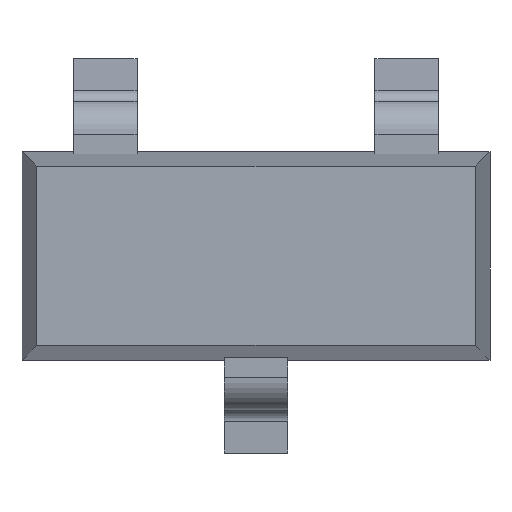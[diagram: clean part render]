
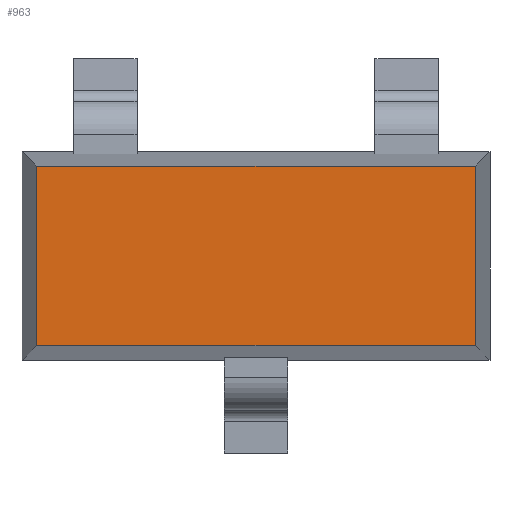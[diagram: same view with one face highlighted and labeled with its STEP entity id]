
A CAD part, top view. The second image highlights one B-rep face of the part: STEP entity #963.
In plain terms, the highlighted planar face has unit normal (0, 0, 1).
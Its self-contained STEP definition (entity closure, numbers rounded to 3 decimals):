
#49=PLANE('',#1039);
#98=FACE_OUTER_BOUND('',#147,.T.);
#147=EDGE_LOOP('',(#859,#860,#861,#862));
#234=LINE('',#1521,#341);
#250=LINE('',#1551,#357);
#252=LINE('',#1555,#359);
#254=LINE('',#1558,#361);
#341=VECTOR('',#1256,2.766);
#357=VECTOR('',#1284,1.131);
#359=VECTOR('',#1288,1.131);
#361=VECTOR('',#1292,2.766);
#459=VERTEX_POINT('',#1518);
#460=VERTEX_POINT('',#1520);
#468=VERTEX_POINT('',#1550);
#469=VERTEX_POINT('',#1554);
#580=EDGE_CURVE('',#459,#460,#234,.T.);
#596=EDGE_CURVE('',#468,#459,#250,.T.);
#598=EDGE_CURVE('',#460,#469,#252,.T.);
#600=EDGE_CURVE('',#469,#468,#254,.T.);
#859=ORIENTED_EDGE('',*,*,#596,.F.);
#860=ORIENTED_EDGE('',*,*,#600,.F.);
#861=ORIENTED_EDGE('',*,*,#598,.F.);
#862=ORIENTED_EDGE('',*,*,#580,.F.);
#963=ADVANCED_FACE('',(#98),#49,.T.);
#1039=AXIS2_PLACEMENT_3D('',#1559,#1293,#1294);
#1256=DIRECTION('',(1.,0.,0.));
#1284=DIRECTION('',(0.,1.,0.));
#1288=DIRECTION('',(0.,-1.,0.));
#1292=DIRECTION('',(-1.,0.,0.));
#1293=DIRECTION('center_axis',(0.,0.,1.));
#1294=DIRECTION('ref_axis',(1.,0.,0.));
#1518=CARTESIAN_POINT('',(-1.383,0.565,0.75));
#1520=CARTESIAN_POINT('',(1.383,0.565,0.75));
#1521=CARTESIAN_POINT('',(1.475,0.565,0.75));
#1550=CARTESIAN_POINT('',(-1.383,-0.565,0.75));
#1551=CARTESIAN_POINT('',(-1.383,0.658,0.75));
#1554=CARTESIAN_POINT('',(1.383,-0.565,0.75));
#1555=CARTESIAN_POINT('',(1.383,-0.658,0.75));
#1558=CARTESIAN_POINT('',(-1.475,-0.565,0.75));
#1559=CARTESIAN_POINT('Origin',(0.,0.,0.75));
